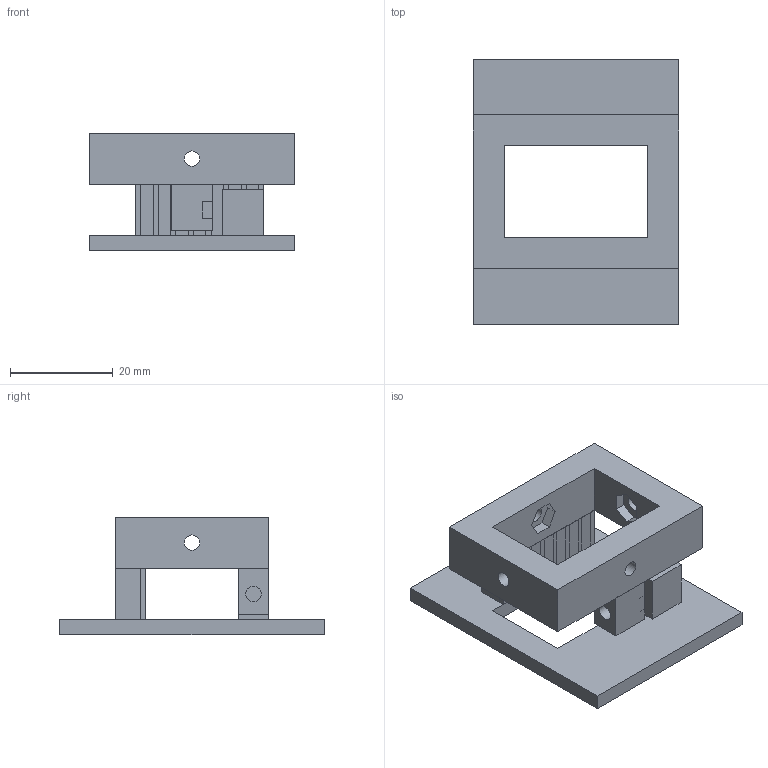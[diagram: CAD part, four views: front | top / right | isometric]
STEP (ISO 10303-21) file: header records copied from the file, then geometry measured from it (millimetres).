
FILE_DESCRIPTION(('FreeCAD Model'),'2;1');
FILE_NAME('SixAxis.step','2016-07-18T11:06:07',('Author'),(''), 'Open CASCADE STEP processor 6.9','FreeCAD','Unknown');
FILE_SCHEMA(('AUTOMOTIVE_DESIGN_CC2 { 1 2 10303 214 -1 1 5 4 }'));
Length unit declared in the file: millimetre
Products named in the file (4): ASSEMBLY; Receiver_01; Rotation_01; Translation_01
Assembly tree (3 placements, depth 2):
  ASSEMBLY
    Receiver_01
    Rotation_01
    Translation_01
Bounding box: 40 x 51.6 x 23 mm (x, y, z)
Volume: 11285.2 mm3; surface area: 10143 mm2
Topology: 2 solids, 5 shells, 175 faces, 386 edges, 228 vertices
Faces by surface type: plane 165, cylinder 5, bspline 3, cone 2
Full cylindrical faces by diameter (mm): 3 x5
Entity records: 10501 total; most frequent: CARTESIAN_POINT 1650, DIRECTION 1473, LINE 1084, VECTOR 1084, ORIENTED_EDGE 772, PCURVE 772, DEFINITIONAL_REPRESENTATION 772, EDGE_CURVE 386
